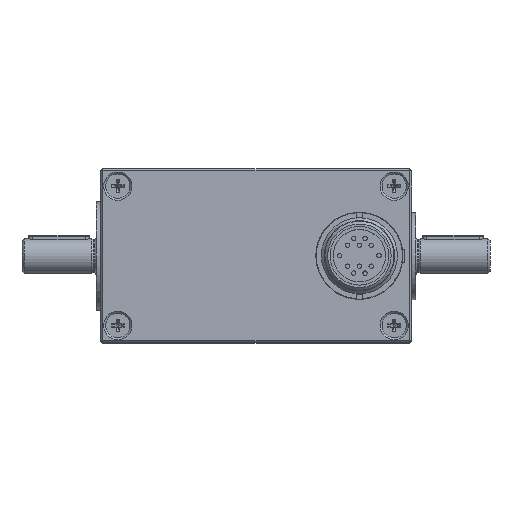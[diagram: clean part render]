
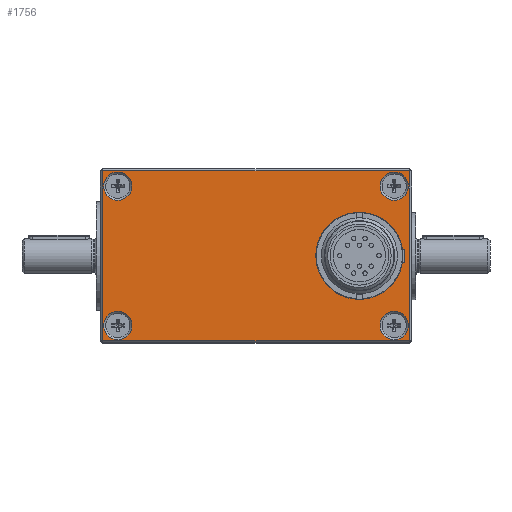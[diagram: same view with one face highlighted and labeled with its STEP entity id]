
A CAD part, top view. The second image highlights one B-rep face of the part: STEP entity #1756.
In plain terms, the highlighted planar face has unit normal (0, 0, 1).
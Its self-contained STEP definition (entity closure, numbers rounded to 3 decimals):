
#1756 = ADVANCED_FACE( '', ( #3470, #3471, #3472, #3473, #3474, #3475 ), #3476, .T. );
#3470 = FACE_OUTER_BOUND( '', #5161, .T. );
#3471 = FACE_BOUND( '', #5162, .T. );
#3472 = FACE_BOUND( '', #5163, .T. );
#3473 = FACE_BOUND( '', #5164, .T. );
#3474 = FACE_BOUND( '', #5165, .T. );
#3475 = FACE_BOUND( '', #5166, .T. );
#3476 = PLANE( '', #5167 );
#5161 = EDGE_LOOP( '', ( #8226, #8227, #8228, #8229 ) );
#5162 = EDGE_LOOP( '', ( #8230, #8231, #8232, #8233 ) );
#5163 = EDGE_LOOP( '', ( #8234 ) );
#5164 = EDGE_LOOP( '', ( #8235 ) );
#5165 = EDGE_LOOP( '', ( #8236 ) );
#5166 = EDGE_LOOP( '', ( #8237 ) );
#5167 = AXIS2_PLACEMENT_3D( '', #8238, #8239, #8240 );
#8226 = ORIENTED_EDGE( '', *, *, #9028, .T. );
#8227 = ORIENTED_EDGE( '', *, *, #8991, .T. );
#8228 = ORIENTED_EDGE( '', *, *, #9733, .T. );
#8229 = ORIENTED_EDGE( '', *, *, #9334, .T. );
#8230 = ORIENTED_EDGE( '', *, *, #9844, .F. );
#8231 = ORIENTED_EDGE( '', *, *, #9207, .T. );
#8232 = ORIENTED_EDGE( '', *, *, #9804, .F. );
#8233 = ORIENTED_EDGE( '', *, *, #9845, .F. );
#8234 = ORIENTED_EDGE( '', *, *, #8959, .T. );
#8235 = ORIENTED_EDGE( '', *, *, #9287, .T. );
#8236 = ORIENTED_EDGE( '', *, *, #9691, .T. );
#8237 = ORIENTED_EDGE( '', *, *, #9380, .T. );
#8238 = CARTESIAN_POINT( '', ( -35.75, 20., 25. ) );
#8239 = DIRECTION( '', ( 0., 0., 1. ) );
#8240 = DIRECTION( '', ( 1., 0., 0. ) );
#8959 = EDGE_CURVE( '', #10332, #10332, #10333, .T. );
#8991 = EDGE_CURVE( '', #10379, #10384, #10386, .T. );
#9028 = EDGE_CURVE( '', #10440, #10379, #10443, .T. );
#9207 = EDGE_CURVE( '', #10719, #10723, #10725, .T. );
#9287 = EDGE_CURVE( '', #10849, #10849, #10850, .T. );
#9334 = EDGE_CURVE( '', #10658, #10440, #10922, .T. );
#9380 = EDGE_CURVE( '', #10993, #10993, #10994, .T. );
#9691 = EDGE_CURVE( '', #11425, #11425, #11426, .T. );
#9733 = EDGE_CURVE( '', #10384, #10658, #11478, .T. );
#9804 = EDGE_CURVE( '', #11559, #10723, #11561, .T. );
#9844 = EDGE_CURVE( '', #10719, #11604, #11605, .T. );
#9845 = EDGE_CURVE( '', #11604, #11559, #11606, .T. );
#10332 = VERTEX_POINT( '', #12204 );
#10333 = CIRCLE( '', #12205, 3.25 );
#10379 = VERTEX_POINT( '', #12263 );
#10384 = VERTEX_POINT( '', #12270 );
#10386 = LINE( '', #12273, #12274 );
#10440 = VERTEX_POINT( '', #12339 );
#10443 = LINE( '', #12344, #12345 );
#10658 = VERTEX_POINT( '', #12592 );
#10719 = VERTEX_POINT( '', #12660 );
#10723 = VERTEX_POINT( '', #12665 );
#10725 = CIRCLE( '', #12668, 9.25 );
#10849 = VERTEX_POINT( '', #12815 );
#10850 = CIRCLE( '', #12816, 3.25 );
#10922 = LINE( '', #12898, #12899 );
#10993 = VERTEX_POINT( '', #12991 );
#10994 = CIRCLE( '', #12992, 3.25 );
#11425 = VERTEX_POINT( '', #13532 );
#11426 = CIRCLE( '', #13533, 3.25 );
#11478 = LINE( '', #13598, #13599 );
#11559 = VERTEX_POINT( '', #13699 );
#11561 = LINE( '', #13702, #13703 );
#11604 = VERTEX_POINT( '', #13770 );
#11605 = LINE( '', #13771, #13772 );
#11606 = LINE( '', #13773, #13774 );
#12204 = CARTESIAN_POINT( '', ( 31.75, -12.75, 25. ) );
#12205 = AXIS2_PLACEMENT_3D( '', #14213, #14214, #14215 );
#12263 = CARTESIAN_POINT( '', ( 35.25, 19.5, 25. ) );
#12270 = CARTESIAN_POINT( '', ( -35.25, 19.5, 25. ) );
#12273 = CARTESIAN_POINT( '', ( -35.75, 19.5, 25. ) );
#12274 = VECTOR( '', #14261, 1000. );
#12339 = CARTESIAN_POINT( '', ( 35.25, -19.5, 25. ) );
#12344 = CARTESIAN_POINT( '', ( 35.25, 20., 25. ) );
#12345 = VECTOR( '', #14311, 1000. );
#12592 = CARTESIAN_POINT( '', ( -35.25, -19.5, 25. ) );
#12660 = CARTESIAN_POINT( '', ( 32.878, -1.5, 25. ) );
#12665 = CARTESIAN_POINT( '', ( 32.878, 1.5, 25. ) );
#12668 = AXIS2_PLACEMENT_3D( '', #14608, #14609, #14610 );
#12815 = CARTESIAN_POINT( '', ( 31.75, 19.25, 25. ) );
#12816 = AXIS2_PLACEMENT_3D( '', #14730, #14731, #14732 );
#12898 = CARTESIAN_POINT( '', ( 35.75, -19.5, 25. ) );
#12899 = VECTOR( '', #14812, 1000. );
#12991 = CARTESIAN_POINT( '', ( -31.75, -12.75, 25. ) );
#12992 = AXIS2_PLACEMENT_3D( '', #14858, #14859, #14860 );
#13532 = CARTESIAN_POINT( '', ( -31.75, 19.25, 25. ) );
#13533 = AXIS2_PLACEMENT_3D( '', #15245, #15246, #15247 );
#13598 = CARTESIAN_POINT( '', ( -35.25, -20., 25. ) );
#13599 = VECTOR( '', #15285, 1000. );
#13699 = CARTESIAN_POINT( '', ( 34.2, 1.5, 25. ) );
#13702 = CARTESIAN_POINT( '', ( 34.2, 1.5, 25. ) );
#13703 = VECTOR( '', #15339, 1000. );
#13770 = CARTESIAN_POINT( '', ( 34.2, -1.5, 25. ) );
#13771 = CARTESIAN_POINT( '', ( 32.878, -1.5, 25. ) );
#13772 = VECTOR( '', #15374, 1000. );
#13773 = CARTESIAN_POINT( '', ( 34.2, -1.5, 25. ) );
#13774 = VECTOR( '', #15375, 1000. );
#14213 = CARTESIAN_POINT( '', ( 31.75, -16., 25. ) );
#14214 = DIRECTION( '', ( 0., 0., -1. ) );
#14215 = DIRECTION( '', ( 0., 1., 0. ) );
#14261 = DIRECTION( '', ( -1., 0., 0. ) );
#14311 = DIRECTION( '', ( 0., 1., 0. ) );
#14608 = CARTESIAN_POINT( '', ( 23.75, 0., 25. ) );
#14609 = DIRECTION( '', ( 0., 0., -1. ) );
#14610 = DIRECTION( '', ( 1., 0., 0. ) );
#14730 = CARTESIAN_POINT( '', ( 31.75, 16., 25. ) );
#14731 = DIRECTION( '', ( 0., 0., -1. ) );
#14732 = DIRECTION( '', ( 0., 1., 0. ) );
#14812 = DIRECTION( '', ( 1., 0., 0. ) );
#14858 = CARTESIAN_POINT( '', ( -31.75, -16., 25. ) );
#14859 = DIRECTION( '', ( 0., 0., -1. ) );
#14860 = DIRECTION( '', ( 0., 1., 0. ) );
#15245 = CARTESIAN_POINT( '', ( -31.75, 16., 25. ) );
#15246 = DIRECTION( '', ( 0., 0., -1. ) );
#15247 = DIRECTION( '', ( 0., 1., 0. ) );
#15285 = DIRECTION( '', ( 0., -1., 0. ) );
#15339 = DIRECTION( '', ( -1., 0., 0. ) );
#15374 = DIRECTION( '', ( 1., 0., 0. ) );
#15375 = DIRECTION( '', ( 0., 1., 0. ) );
